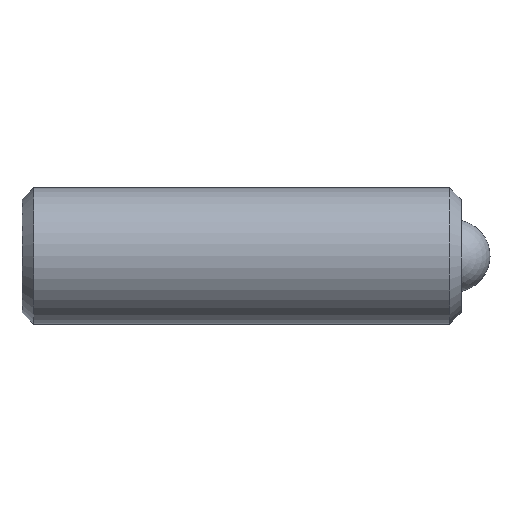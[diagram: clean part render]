
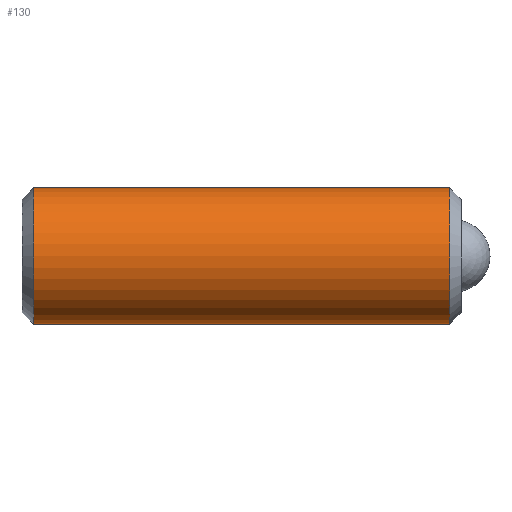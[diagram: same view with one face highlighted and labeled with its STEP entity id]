
A CAD part, top view. The second image highlights one B-rep face of the part: STEP entity #130.
In plain terms, the highlighted cylindrical face has radius 1.459 mm (diameter 2.918 mm), a partial arc.
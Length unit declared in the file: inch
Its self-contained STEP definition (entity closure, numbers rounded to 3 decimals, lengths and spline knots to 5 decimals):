
#3 = VECTOR ( 'NONE', #662, 39.37008 ) ;
#4 = VECTOR ( 'NONE', #665, 39.37008 ) ;
#17 = AXIS2_PLACEMENT_3D ( 'NONE', #686, #685, #682 ) ;
#57 = CIRCLE ( 'NONE', #17, 0.05745 ) ;
#81 = EDGE_CURVE ( 'NONE', #342, #362, #286, .T. ) ;
#83 = EDGE_CURVE ( 'NONE', #357, #362, #57, .T. ) ;
#85 = EDGE_CURVE ( 'NONE', #355, #357, #290, .T. ) ;
#90 = EDGE_CURVE ( 'NONE', #355, #342, #498, .T. ) ;
#130 = ADVANCED_FACE ( 'NONE', ( #538 ), #541, .T. ) ;
#286 = LINE ( 'NONE', #784, #4 ) ;
#290 = LINE ( 'NONE', #663, #3 ) ;
#316 = ORIENTED_EDGE ( 'NONE', *, *, #81, .T. ) ;
#327 = ORIENTED_EDGE ( 'NONE', *, *, #83, .F. ) ;
#328 = ORIENTED_EDGE ( 'NONE', *, *, #90, .T. ) ;
#334 = ORIENTED_EDGE ( 'NONE', *, *, #85, .F. ) ;
#342 = VERTEX_POINT ( 'NONE', #943 ) ;
#355 = VERTEX_POINT ( 'NONE', #852 ) ;
#357 = VERTEX_POINT ( 'NONE', #843 ) ;
#362 = VERTEX_POINT ( 'NONE', #993 ) ;
#405 = EDGE_LOOP ( 'NONE', ( #328, #316, #327, #334 ) ) ;
#498 = CIRCLE ( 'NONE', #504, 0.05745 ) ;
#504 = AXIS2_PLACEMENT_3D ( 'NONE', #780, #781, #782 ) ;
#538 = FACE_OUTER_BOUND ( 'NONE', #405, .T. ) ;
#541 = CYLINDRICAL_SURFACE ( 'NONE', #613, 0.05745 ) ;
#613 = AXIS2_PLACEMENT_3D ( 'NONE', #1003, #1004, #1020 ) ;
#662 = DIRECTION ( 'NONE',  ( 1., 0., 0. ) ) ;
#663 = CARTESIAN_POINT ( 'NONE',  ( -0.53171, 0.26611, 0.25934 ) ) ;
#665 = DIRECTION ( 'NONE',  ( 1., 0., 0. ) ) ;
#682 = DIRECTION ( 'NONE',  ( 0., 1., 0. ) ) ;
#685 = DIRECTION ( 'NONE',  ( 1., 0., 0. ) ) ;
#686 = CARTESIAN_POINT ( 'NONE',  ( -0.59703, 0.20867, 0.25934 ) ) ;
#780 = CARTESIAN_POINT ( 'NONE',  ( -0.94756, 0.20867, 0.25934 ) ) ;
#781 = DIRECTION ( 'NONE',  ( 1., 0., 0. ) ) ;
#782 = DIRECTION ( 'NONE',  ( 0., 1., 0. ) ) ;
#784 = CARTESIAN_POINT ( 'NONE',  ( -0.53171, 0.15122, 0.25934 ) ) ;
#843 = CARTESIAN_POINT ( 'NONE',  ( -0.59703, 0.26611, 0.25934 ) ) ;
#852 = CARTESIAN_POINT ( 'NONE',  ( -0.94756, 0.26611, 0.25934 ) ) ;
#943 = CARTESIAN_POINT ( 'NONE',  ( -0.94756, 0.15122, 0.25934 ) ) ;
#993 = CARTESIAN_POINT ( 'NONE',  ( -0.59703, 0.15122, 0.25934 ) ) ;
#1003 = CARTESIAN_POINT ( 'NONE',  ( -0.53171, 0.20867, 0.25934 ) ) ;
#1004 = DIRECTION ( 'NONE',  ( 1., 0., 0. ) ) ;
#1020 = DIRECTION ( 'NONE',  ( 0., 1., 0. ) ) ;
